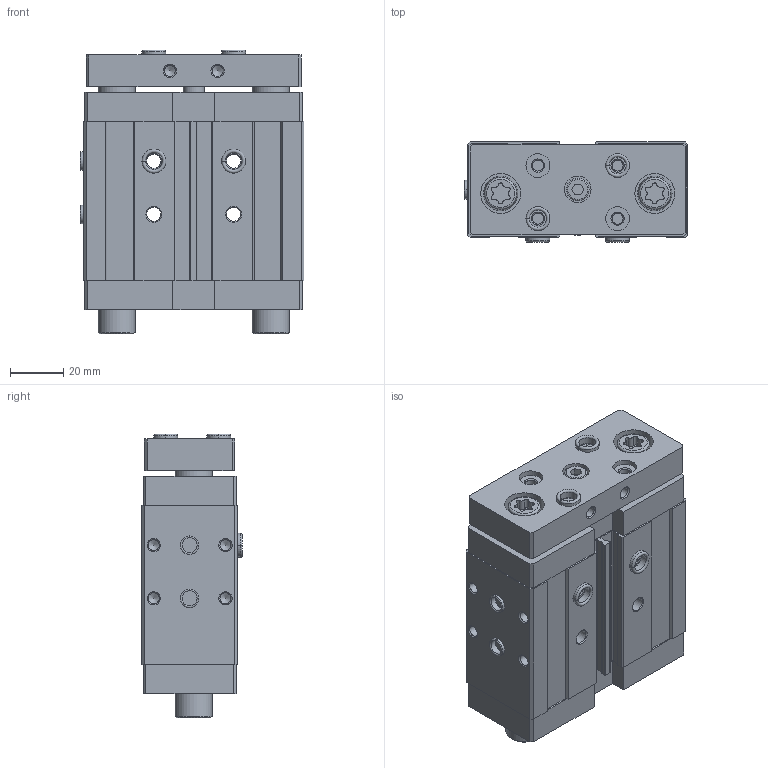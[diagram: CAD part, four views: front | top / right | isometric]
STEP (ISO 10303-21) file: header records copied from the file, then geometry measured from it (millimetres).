
FILE_DESCRIPTION(/* description */ ('STEP AP214'),/* implementation_level */ '2;1');
FILE_NAME(/* name */ '8161411_DFM-20-20-B-PPV-A-GF',/* time_stamp */ '2024-08-14T20:25:26+02:00',/* author */ ('License CC BY-ND 4.0'),/* organization */ ('CADENAS'),/* preprocessor_version */ 'ST-DEVELOPER v19.3',/* originating_system */ 'PARTsolutions',/* authorisation */ ' ');
FILE_SCHEMA (('AUTOMOTIVE_DESIGN {1 0 10303 214 3 1 1}'));
Length unit declared in the file: millimetre
Products named in the file (6): 8161411 DFM-20-20-B-PPV-A-GF---(0); 532316 DFM---20-20-B-PPV-A-GF---(ZR) 20; 532316 DFM-20-20-B-PPV-A-GF---(K); 8137184 ZBH-9-B; 8146544 ZBH-7-B; DIN-913 - M5x5
Assembly tree (10 placements, depth 2):
  8161411 DFM-20-20-B-PPV-A-GF---(0)
    532316 DFM---20-20-B-PPV-A-GF---(ZR) 20
    532316 DFM-20-20-B-PPV-A-GF---(K)
    8137184 ZBH-9-B  x4
    8146544 ZBH-7-B  x2
    DIN-913 - M5x5  x2
Bounding box: 84.3 x 37.8 x 106.8 mm (x, y, z)
Volume: 248513.5 mm3; surface area: 66161.4 mm2
Topology: 10 solids, 10 shells, 397 faces, 930 edges, 595 vertices
Faces by surface type: plane 196, cylinder 124, cone 62, torus 15
Full cylindrical faces by diameter (mm): 4.134 x18, 5 x2, 5.2 x1, 5.3 x4, 6.5 x2, 7 x2, 7.7 x2, 8 x2, 8.5 x3, 9 x10, 10 x1, 14 x4, 15 x2, 17.5 x1, 20 x2
Entity records: 9902 total; most frequent: CARTESIAN_POINT 1726, DIRECTION 1716, ORIENTED_EDGE 1454, EDGE_CURVE 727, AXIS2_PLACEMENT_3D 649, VERTEX_POINT 537, FACE_BOUND 532, EDGE_LOOP 524
